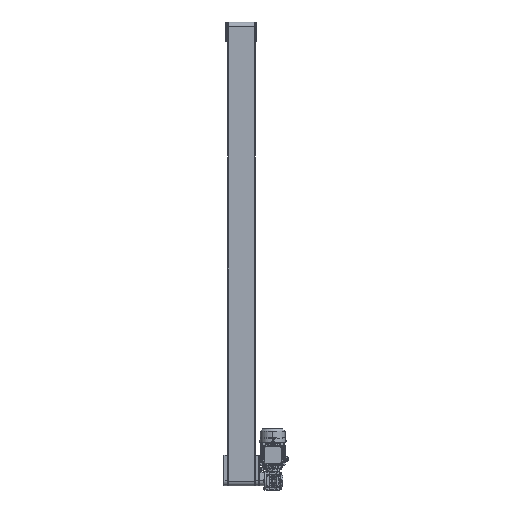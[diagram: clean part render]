
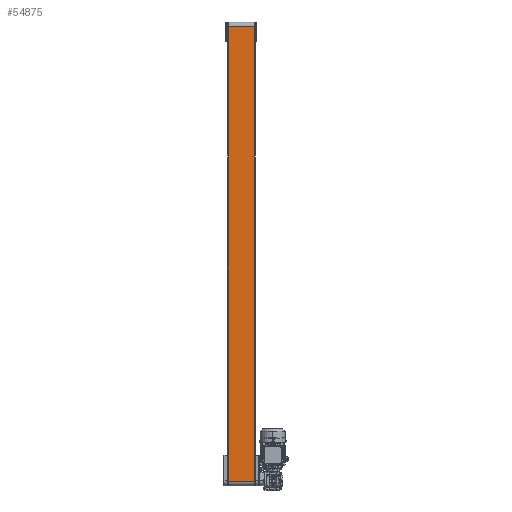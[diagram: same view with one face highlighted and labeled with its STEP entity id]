
A CAD part, front view. The second image highlights one B-rep face of the part: STEP entity #54875.
In plain terms, the highlighted planar face has unit normal (0, -1, 0).
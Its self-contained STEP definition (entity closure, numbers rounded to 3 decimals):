
#2455 = EDGE_CURVE ( 'NONE', #24752, #12573, #40505, .T. ) ;
#6738 = VERTEX_POINT ( 'NONE', #90172 ) ;
#11447 = CARTESIAN_POINT ( 'NONE',  ( 117.5, -22.282, -114.891 ) ) ;
#12573 = VERTEX_POINT ( 'NONE', #170229 ) ;
#14289 = DIRECTION ( 'NONE',  ( 0., 0., 1. ) ) ;
#14552 = EDGE_CURVE ( 'NONE', #24752, #186600, #83717, .T. ) ;
#17494 = ORIENTED_EDGE ( 'NONE', *, *, #144286, .F. ) ;
#24752 = VERTEX_POINT ( 'NONE', #89791 ) ;
#30143 = ORIENTED_EDGE ( 'NONE', *, *, #14552, .F. ) ;
#30459 = ORIENTED_EDGE ( 'NONE', *, *, #2455, .T. ) ;
#31067 = CARTESIAN_POINT ( 'NONE',  ( 117.5, -22.282, -114.891 ) ) ;
#40505 = LINE ( 'NONE', #115548, #126397 ) ;
#47003 = AXIS2_PLACEMENT_3D ( 'NONE', #87554, #145598, #14289 ) ;
#49145 = CARTESIAN_POINT ( 'NONE',  ( 117.5, -22.282, -114.891 ) ) ;
#50065 = LINE ( 'NONE', #49145, #145862 ) ;
#51067 = CARTESIAN_POINT ( 'NONE',  ( 2.5, -22.282, -114.891 ) ) ;
#52909 = LINE ( 'NONE', #51067, #156423 ) ;
#53731 = EDGE_CURVE ( 'NONE', #12573, #6738, #52909, .T. ) ;
#54875 = ADVANCED_FACE ( 'NONE', ( #140889 ), #169406, .F. ) ;
#69592 = DIRECTION ( 'NONE',  ( 0., 0., -1. ) ) ;
#83717 = LINE ( 'NONE', #11447, #104853 ) ;
#87554 = CARTESIAN_POINT ( 'NONE',  ( 117.5, -22.282, -114.891 ) ) ;
#89791 = CARTESIAN_POINT ( 'NONE',  ( 117.5, -22.282, 1886.891 ) ) ;
#90172 = CARTESIAN_POINT ( 'NONE',  ( 2.5, -22.282, -114.891 ) ) ;
#104853 = VECTOR ( 'NONE', #69592, 1000. ) ;
#108003 = DIRECTION ( 'NONE',  ( -1., 0., 0. ) ) ;
#110346 = ORIENTED_EDGE ( 'NONE', *, *, #53731, .T. ) ;
#115548 = CARTESIAN_POINT ( 'NONE',  ( 117.5, -22.282, 1886.891 ) ) ;
#126397 = VECTOR ( 'NONE', #172641, 1000. ) ;
#140889 = FACE_OUTER_BOUND ( 'NONE', #161118, .T. ) ;
#144286 = EDGE_CURVE ( 'NONE', #186600, #6738, #50065, .T. ) ;
#145598 = DIRECTION ( 'NONE',  ( 0., 1., 0. ) ) ;
#145862 = VECTOR ( 'NONE', #108003, 1000. ) ;
#151814 = DIRECTION ( 'NONE',  ( 0., 0., -1. ) ) ;
#156423 = VECTOR ( 'NONE', #151814, 1000. ) ;
#161118 = EDGE_LOOP ( 'NONE', ( #110346, #17494, #30143, #30459 ) ) ;
#169406 = PLANE ( 'NONE',  #47003 ) ;
#170229 = CARTESIAN_POINT ( 'NONE',  ( 2.5, -22.282, 1886.891 ) ) ;
#172641 = DIRECTION ( 'NONE',  ( -1., 0., 0. ) ) ;
#186600 = VERTEX_POINT ( 'NONE', #31067 ) ;
